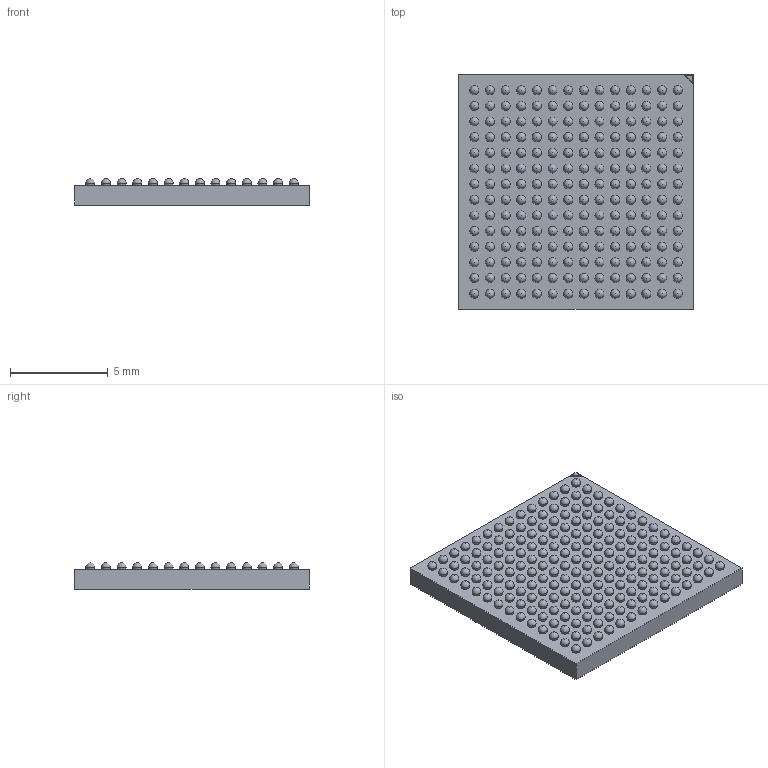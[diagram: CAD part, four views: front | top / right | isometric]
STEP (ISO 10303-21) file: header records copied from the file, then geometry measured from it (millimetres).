
FILE_DESCRIPTION (( 'STEP AP203' ), '1' );
FILE_NAME ('SJA1110.STEP', '2022-06-05T11:13:17', ( '' ), ( '' ), 'SwSTEP 2.0', 'SolidWorks 2020', '' );
FILE_SCHEMA (( 'CONFIG_CONTROL_DESIGN' ));
Length unit declared in the file: millimetre
Products named in the file (1): SJA1110
Bounding box: 12 x 12 x 1.36 mm (x, y, z)
Volume: 152.6 mm3; surface area: 412.3 mm2
Topology: 1 solids, 1 shells, 543 faces, 1967 edges, 1442 vertices
Faces by surface type: sphere 392, plane 115, bspline 28, cylinder 8
Entity records: 17858 total; most frequent: CARTESIAN_POINT 4405, DIRECTION 2959, ORIENTED_EDGE 2366, AXIS2_PLACEMENT_3D 1316, EDGE_CURVE 1183, VERTEX_POINT 1050, EDGE_LOOP 951, CIRCLE 800
